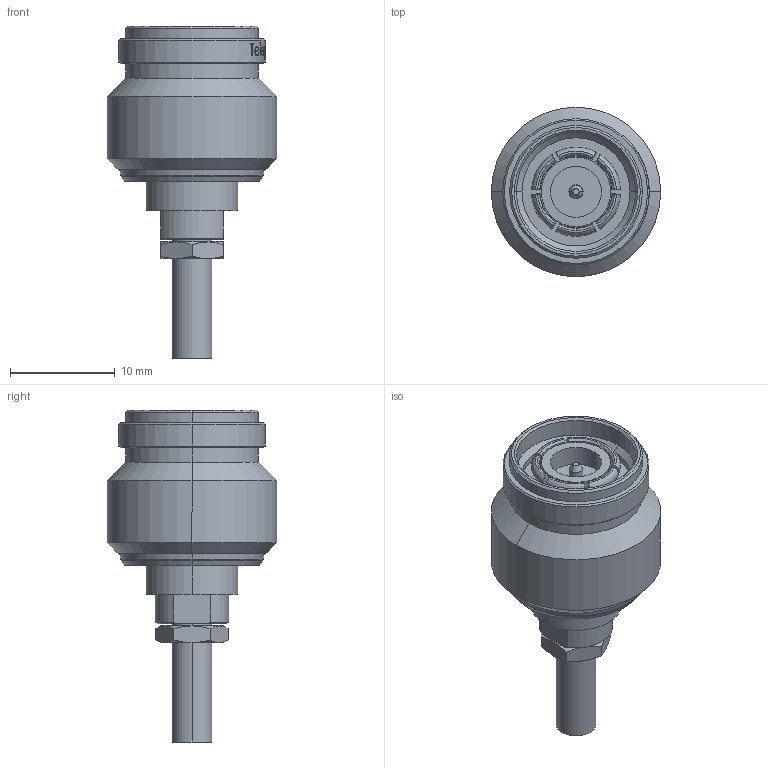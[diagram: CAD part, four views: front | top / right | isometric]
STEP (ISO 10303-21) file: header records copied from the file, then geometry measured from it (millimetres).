
FILE_DESCRIPTION (( 'STEP AP214' ), '1' );
FILE_NAME ('J01010B0007.STEP', '2018-11-15T10:06:24', ( '' ), ( '' ), 'SwSTEP 2.0', 'SolidWorks 2017', '' );
FILE_SCHEMA (( 'AUTOMOTIVE_DESIGN' ));
Length unit declared in the file: millimetre
Products named in the file (1): J01010B0007
Bounding box: 16.2 x 16.2 x 31.75 mm (x, y, z)
Volume: 2711.8 mm3; surface area: 1734.2 mm2
Topology: 1 solids, 1 shells, 311 faces, 775 edges, 503 vertices
Faces by surface type: plane 101, bspline 83, cylinder 64, cone 55, torus 8
Entity records: 18217 total; most frequent: CARTESIAN_POINT 8168, ORIENTED_EDGE 1550, DIRECTION 1093, EDGE_CURVE 775, VERTEX_POINT 503, AXIS2_PLACEMENT_3D 426, EDGE_LOOP 348, B_SPLINE_CURVE_WITH_KNOTS 323
